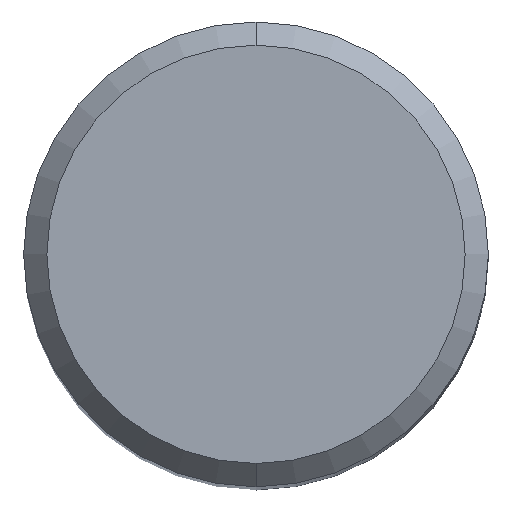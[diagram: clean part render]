
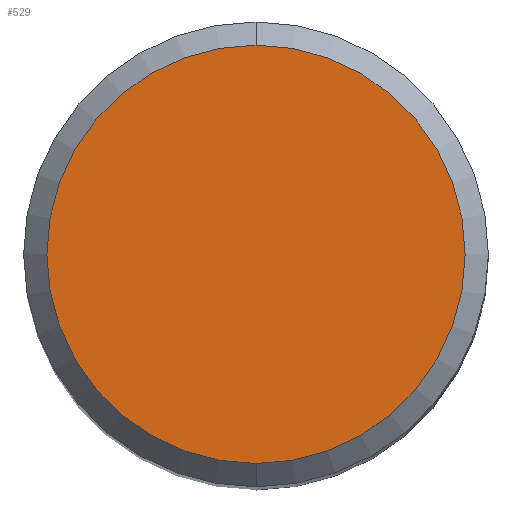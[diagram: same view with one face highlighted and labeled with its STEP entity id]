
A CAD part, top view. The second image highlights one B-rep face of the part: STEP entity #529.
In plain terms, the highlighted planar face has unit normal (0, 0, 1).
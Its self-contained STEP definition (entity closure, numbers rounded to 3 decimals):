
#273=EDGE_CURVE('',#385,#531,#643,.T.);
#385=VERTEX_POINT('',#765);
#529=ADVANCED_FACE('',(#926),#927,.T.);
#531=VERTEX_POINT('',#929);
#537=EDGE_CURVE('',#531,#385,#935,.T.);
#643=CIRCLE('',#1068,4.5);
#765=CARTESIAN_POINT('',(0.,-4.5,0.0));
#926=FACE_OUTER_BOUND('',#1676,.T.);
#927=PLANE('',#1677);
#929=CARTESIAN_POINT('',(0.0,4.5,0.0));
#935=CIRCLE('',#1687,4.5);
#1068=AXIS2_PLACEMENT_3D('',#1794,#1795,#1796);
#1676=EDGE_LOOP('',(#2114,#2115));
#1677=AXIS2_PLACEMENT_3D('',#2116,#2117,#2118);
#1687=AXIS2_PLACEMENT_3D('',#2122,#2123,#2124);
#1794=CARTESIAN_POINT('',(0.0,0.0,0.0));
#1795=DIRECTION('',(0.0,0.0,-1.0));
#1796=DIRECTION('',(0.0,1.0,0.0));
#2114=ORIENTED_EDGE('',*,*,#537,.F.);
#2115=ORIENTED_EDGE('',*,*,#273,.F.);
#2116=CARTESIAN_POINT('',(0.0,2.25,0.0));
#2117=DIRECTION('',(-0.0,0.0,1.0));
#2118=DIRECTION('',(0.0,-1.0,0.0));
#2122=CARTESIAN_POINT('',(0.0,0.0,0.0));
#2123=DIRECTION('',(0.0,0.0,-1.0));
#2124=DIRECTION('',(0.0,1.0,0.0));
